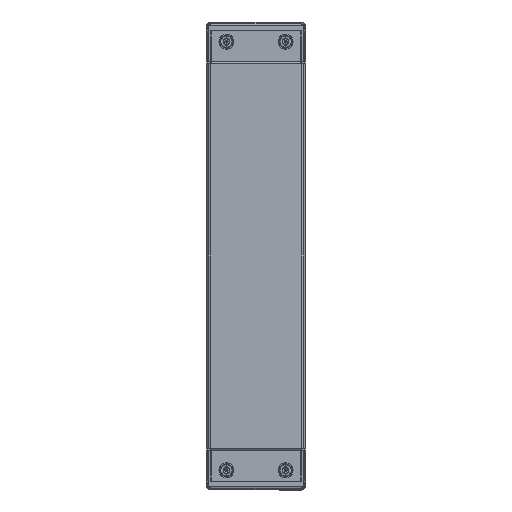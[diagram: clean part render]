
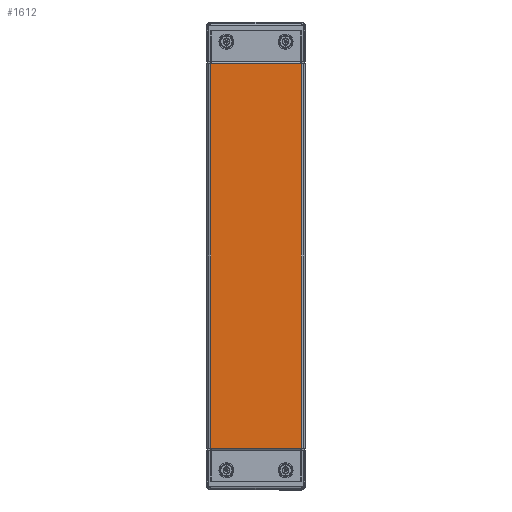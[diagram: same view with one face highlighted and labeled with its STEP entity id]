
A CAD part, left-side view. The second image highlights one B-rep face of the part: STEP entity #1612.
In plain terms, the highlighted face is planar.
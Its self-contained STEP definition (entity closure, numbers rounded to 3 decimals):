
#86 = DIRECTION ( 'NONE',  ( 0., -1., 0. ) ) ;
#249 = CARTESIAN_POINT ( 'NONE',  ( -195., -50., 0. ) ) ;
#429 = PLANE ( 'NONE',  #5343 ) ;
#484 = DIRECTION ( 'NONE',  ( -1., 0., 0. ) ) ;
#713 = VECTOR ( 'NONE', #86, 1000. ) ;
#874 = EDGE_CURVE ( 'NONE', #962, #9203, #6123, .T. ) ;
#898 = VECTOR ( 'NONE', #5532, 1000. ) ;
#962 = VERTEX_POINT ( 'NONE', #8282 ) ;
#1395 = VERTEX_POINT ( 'NONE', #2161 ) ;
#1612 = ADVANCED_FACE ( 'NONE', ( #4399 ), #429, .F. ) ;
#1647 = CARTESIAN_POINT ( 'NONE',  ( -195., 46., 0. ) ) ;
#1669 = EDGE_CURVE ( 'NONE', #962, #7655, #4639, .T. ) ;
#1686 = VECTOR ( 'NONE', #2829, 1000. ) ;
#2161 = CARTESIAN_POINT ( 'NONE',  ( 195., -45.241, 0. ) ) ;
#2257 = VERTEX_POINT ( 'NONE', #4786 ) ;
#2261 = CARTESIAN_POINT ( 'NONE',  ( -195., -45.241, 0. ) ) ;
#2323 = DIRECTION ( 'NONE',  ( 1., 0., 0. ) ) ;
#2365 = LINE ( 'NONE', #5624, #898 ) ;
#2451 = VERTEX_POINT ( 'NONE', #4276 ) ;
#2583 = LINE ( 'NONE', #7868, #713 ) ;
#2728 = VECTOR ( 'NONE', #3490, 1000. ) ;
#2829 = DIRECTION ( 'NONE',  ( 0., -1., 0. ) ) ;
#2837 = LINE ( 'NONE', #4511, #5099 ) ;
#2906 = EDGE_CURVE ( 'NONE', #6019, #8348, #2365, .T. ) ;
#3336 = EDGE_CURVE ( 'NONE', #2451, #7655, #6654, .T. ) ;
#3490 = DIRECTION ( 'NONE',  ( 0., -1., 0. ) ) ;
#3535 = EDGE_CURVE ( 'NONE', #1395, #2257, #6186, .T. ) ;
#3549 = ORIENTED_EDGE ( 'NONE', *, *, #3336, .F. ) ;
#3564 = EDGE_CURVE ( 'NONE', #8348, #1395, #2583, .T. ) ;
#3604 = CARTESIAN_POINT ( 'NONE',  ( 195., -50., 0. ) ) ;
#3654 = CARTESIAN_POINT ( 'NONE',  ( 195., 45.241, 0. ) ) ;
#3764 = ORIENTED_EDGE ( 'NONE', *, *, #874, .F. ) ;
#3838 = CARTESIAN_POINT ( 'NONE',  ( -195., 50., 0. ) ) ;
#4092 = CARTESIAN_POINT ( 'NONE',  ( 228.5, 50., 0. ) ) ;
#4276 = CARTESIAN_POINT ( 'NONE',  ( -195., -46., 0. ) ) ;
#4364 = EDGE_LOOP ( 'NONE', ( #8793, #9065, #7264, #3764, #4669, #3549, #8891, #6877 ) ) ;
#4399 = FACE_OUTER_BOUND ( 'NONE', #4364, .T. ) ;
#4511 = CARTESIAN_POINT ( 'NONE',  ( -228.5, -46., 0. ) ) ;
#4639 = LINE ( 'NONE', #6439, #2728 ) ;
#4669 = ORIENTED_EDGE ( 'NONE', *, *, #1669, .T. ) ;
#4786 = CARTESIAN_POINT ( 'NONE',  ( 195., -46., 0. ) ) ;
#4799 = DIRECTION ( 'NONE',  ( 0., 0., -1. ) ) ;
#4908 = VECTOR ( 'NONE', #484, 1000. ) ;
#5099 = VECTOR ( 'NONE', #2323, 1000. ) ;
#5269 = DIRECTION ( 'NONE',  ( 0., 1., 0. ) ) ;
#5343 = AXIS2_PLACEMENT_3D ( 'NONE', #4092, #4799, #5454 ) ;
#5454 = DIRECTION ( 'NONE',  ( -1., 0., 0. ) ) ;
#5532 = DIRECTION ( 'NONE',  ( 0., -1., 0. ) ) ;
#5624 = CARTESIAN_POINT ( 'NONE',  ( 195., 50., 0. ) ) ;
#6019 = VERTEX_POINT ( 'NONE', #6158 ) ;
#6123 = LINE ( 'NONE', #3838, #7945 ) ;
#6158 = CARTESIAN_POINT ( 'NONE',  ( 195., 46., 0. ) ) ;
#6186 = LINE ( 'NONE', #3604, #1686 ) ;
#6283 = CARTESIAN_POINT ( 'NONE',  ( 228.5, 46., 0. ) ) ;
#6439 = CARTESIAN_POINT ( 'NONE',  ( -195., 50., 0. ) ) ;
#6654 = LINE ( 'NONE', #249, #8809 ) ;
#6877 = ORIENTED_EDGE ( 'NONE', *, *, #3535, .F. ) ;
#7264 = ORIENTED_EDGE ( 'NONE', *, *, #7548, .T. ) ;
#7548 = EDGE_CURVE ( 'NONE', #6019, #9203, #9093, .T. ) ;
#7655 = VERTEX_POINT ( 'NONE', #2261 ) ;
#7868 = CARTESIAN_POINT ( 'NONE',  ( 195., 50., 0. ) ) ;
#7945 = VECTOR ( 'NONE', #8055, 1000. ) ;
#8055 = DIRECTION ( 'NONE',  ( 0., 1., 0. ) ) ;
#8282 = CARTESIAN_POINT ( 'NONE',  ( -195., 45.241, 0. ) ) ;
#8348 = VERTEX_POINT ( 'NONE', #3654 ) ;
#8502 = EDGE_CURVE ( 'NONE', #2451, #2257, #2837, .T. ) ;
#8793 = ORIENTED_EDGE ( 'NONE', *, *, #3564, .F. ) ;
#8809 = VECTOR ( 'NONE', #5269, 1000. ) ;
#8891 = ORIENTED_EDGE ( 'NONE', *, *, #8502, .T. ) ;
#9065 = ORIENTED_EDGE ( 'NONE', *, *, #2906, .F. ) ;
#9093 = LINE ( 'NONE', #6283, #4908 ) ;
#9203 = VERTEX_POINT ( 'NONE', #1647 ) ;
